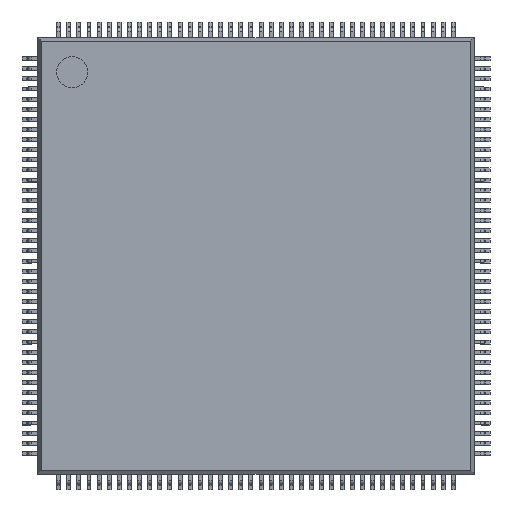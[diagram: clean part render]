
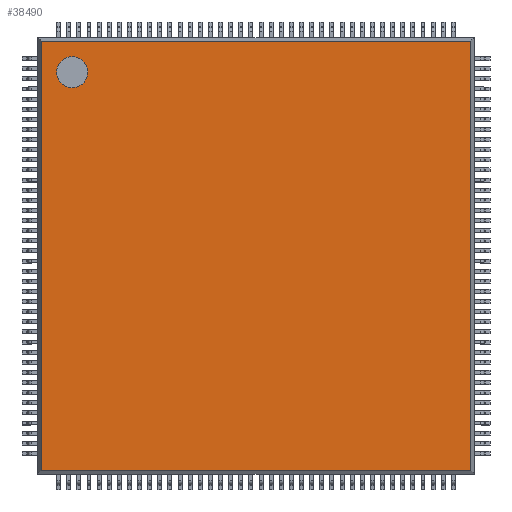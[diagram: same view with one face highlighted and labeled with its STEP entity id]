
A CAD part, top view. The second image highlights one B-rep face of the part: STEP entity #38490.
In plain terms, the highlighted planar face has unit normal (0, 0, 1).
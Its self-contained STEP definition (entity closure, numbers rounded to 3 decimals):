
#195=LINE($,#56224,#4703);
#198=LINE($,#56230,#4706);
#202=LINE($,#56236,#4710);
#204=LINE($,#56239,#4712);
#4703=VECTOR($,#44636,27.6);
#4706=VECTOR($,#44641,27.6);
#4710=VECTOR($,#44647,27.6);
#4712=VECTOR($,#44651,27.6);
#9207=PLANE($,#41071);
#10810=FACE_BOUND($,#13083,.T.);
#10825=FACE_OUTER_BOUND($,#13082,.T.);
#13082=EDGE_LOOP($,(#26306,#26307,#26308,#26309));
#13083=EDGE_LOOP($,(#26310));
#15325=CIRCLE($,#41056,1.);
#16607=VERTEX_POINT($,#56181);
#16620=VERTEX_POINT($,#56222);
#16621=VERTEX_POINT($,#56223);
#16622=VERTEX_POINT($,#56228);
#16623=VERTEX_POINT($,#56229);
#20465=EDGE_CURVE($,#16607,#16607,#15325,.T.);
#20484=EDGE_CURVE($,#16620,#16621,#195,.T.);
#20487=EDGE_CURVE($,#16622,#16623,#198,.T.);
#20491=EDGE_CURVE($,#16623,#16620,#202,.T.);
#20493=EDGE_CURVE($,#16621,#16622,#204,.T.);
#26306=ORIENTED_EDGE($,*,*,#20487,.F.);
#26307=ORIENTED_EDGE($,*,*,#20493,.F.);
#26308=ORIENTED_EDGE($,*,*,#20484,.F.);
#26309=ORIENTED_EDGE($,*,*,#20491,.F.);
#26310=ORIENTED_EDGE($,*,*,#20465,.T.);
#38490=ADVANCED_FACE($,(#10825,#10810),#9207,.F.);
#41056=AXIS2_PLACEMENT_3D($,#56182,#44597,#44598);
#41071=AXIS2_PLACEMENT_3D($,#56242,#44655,#44656);
#44597=DIRECTION('center_axis',(0.,0.,-1.));
#44598=DIRECTION('ref_axis',(-1.,0.,0.));
#44636=DIRECTION($,(0.,-1.,0.));
#44641=DIRECTION($,(0.,1.,0.));
#44647=DIRECTION($,(1.,0.,0.));
#44651=DIRECTION($,(-1.,0.,0.));
#44655=DIRECTION('center_axis',(0.,0.,-1.));
#44656=DIRECTION('ref_axis',(1.,0.,0.));
#56181=CARTESIAN_POINT('',(-10.8,11.8,1.6));
#56182=CARTESIAN_POINT('Origin',(-11.8,11.8,1.6));
#56222=CARTESIAN_POINT('',(13.8,13.8,1.6));
#56223=CARTESIAN_POINT('',(13.8,-13.8,1.6));
#56224=CARTESIAN_POINT($,(13.8,0.,1.6));
#56228=CARTESIAN_POINT('',(-13.8,-13.8,1.6));
#56229=CARTESIAN_POINT('',(-13.8,13.8,1.6));
#56230=CARTESIAN_POINT($,(-13.8,0.,1.6));
#56236=CARTESIAN_POINT($,(0.,13.8,1.6));
#56239=CARTESIAN_POINT($,(0.,-13.8,1.6));
#56242=CARTESIAN_POINT('Origin',(0.,0.,1.6));
